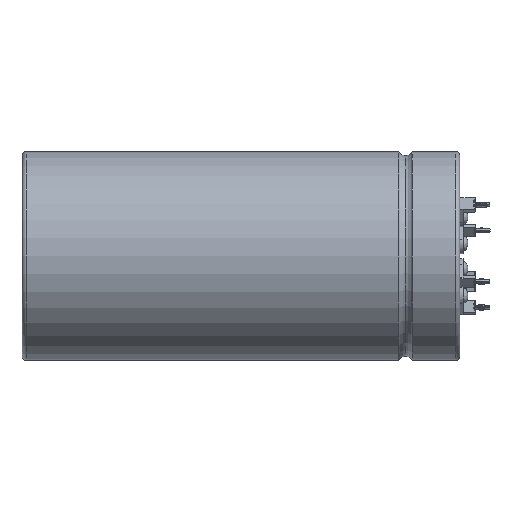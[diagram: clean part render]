
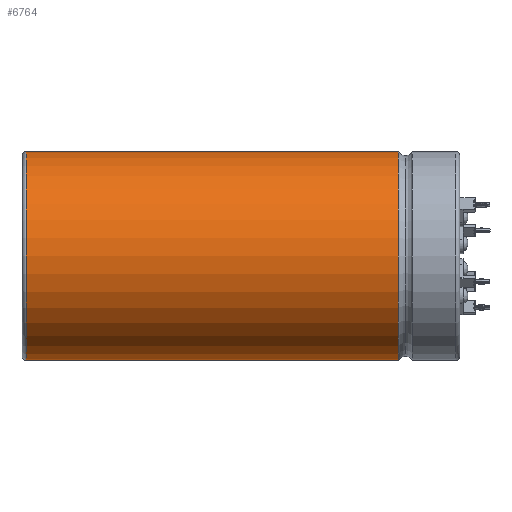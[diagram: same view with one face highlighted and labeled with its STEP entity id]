
A CAD part, left-side view. The second image highlights one B-rep face of the part: STEP entity #6764.
In plain terms, the highlighted cylindrical face has radius 25.5 mm (diameter 51 mm), a partial arc.
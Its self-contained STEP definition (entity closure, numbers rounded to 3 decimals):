
#428 = FACE_OUTER_BOUND ( 'NONE', #9929, .T. ) ;
#481 = AXIS2_PLACEMENT_3D ( 'NONE', #3120, #11209, #12548 ) ;
#909 = CARTESIAN_POINT ( 'NONE',  ( 0., 106., -25.5 ) ) ;
#1930 = CARTESIAN_POINT ( 'NONE',  ( 0., 107., 0. ) ) ;
#1948 = VERTEX_POINT ( 'NONE', #909 ) ;
#2732 = EDGE_CURVE ( 'NONE', #15040, #14080, #14552, .T. ) ;
#2855 = AXIS2_PLACEMENT_3D ( 'NONE', #6508, #11729, #5265 ) ;
#3120 = CARTESIAN_POINT ( 'NONE',  ( 0., 14.974, 0. ) ) ;
#4248 = LINE ( 'NONE', #9188, #15079 ) ;
#5265 = DIRECTION ( 'NONE',  ( 0., 0., 1. ) ) ;
#5307 = EDGE_CURVE ( 'NONE', #10203, #1948, #13752, .T. ) ;
#5451 = CARTESIAN_POINT ( 'NONE',  ( 0., 14.974, -25.5 ) ) ;
#5857 = EDGE_CURVE ( 'NONE', #10203, #15040, #7277, .T. ) ;
#5974 = ORIENTED_EDGE ( 'NONE', *, *, #16026, .T. ) ;
#6508 = CARTESIAN_POINT ( 'NONE',  ( 0., 106., 0. ) ) ;
#6764 = ADVANCED_FACE ( 'NONE', ( #428 ), #9785, .T. ) ;
#6783 = ORIENTED_EDGE ( 'NONE', *, *, #2732, .F. ) ;
#7065 = CARTESIAN_POINT ( 'NONE',  ( 0., 14.974, 25.5 ) ) ;
#7076 = VECTOR ( 'NONE', #15840, 1000. ) ;
#7277 = LINE ( 'NONE', #9260, #7076 ) ;
#9188 = CARTESIAN_POINT ( 'NONE',  ( 0., 107., -25.5 ) ) ;
#9260 = CARTESIAN_POINT ( 'NONE',  ( 0., 107., 25.5 ) ) ;
#9785 = CYLINDRICAL_SURFACE ( 'NONE', #14140, 25.5 ) ;
#9865 = DIRECTION ( 'NONE',  ( 0., -1., 0. ) ) ;
#9929 = EDGE_LOOP ( 'NONE', ( #12773, #15610, #5974, #6783 ) ) ;
#10203 = VERTEX_POINT ( 'NONE', #14905 ) ;
#11209 = DIRECTION ( 'NONE',  ( 0., -1., 0. ) ) ;
#11253 = DIRECTION ( 'NONE',  ( 0., 0., -1. ) ) ;
#11729 = DIRECTION ( 'NONE',  ( 0., -1., 0. ) ) ;
#11975 = DIRECTION ( 'NONE',  ( 0., -1., 0. ) ) ;
#12548 = DIRECTION ( 'NONE',  ( 0., 0., -1. ) ) ;
#12773 = ORIENTED_EDGE ( 'NONE', *, *, #5857, .F. ) ;
#13752 = CIRCLE ( 'NONE', #2855, 25.5 ) ;
#14080 = VERTEX_POINT ( 'NONE', #5451 ) ;
#14140 = AXIS2_PLACEMENT_3D ( 'NONE', #1930, #9865, #11253 ) ;
#14552 = CIRCLE ( 'NONE', #481, 25.5 ) ;
#14905 = CARTESIAN_POINT ( 'NONE',  ( 0., 106., 25.5 ) ) ;
#15040 = VERTEX_POINT ( 'NONE', #7065 ) ;
#15079 = VECTOR ( 'NONE', #11975, 1000. ) ;
#15610 = ORIENTED_EDGE ( 'NONE', *, *, #5307, .T. ) ;
#15840 = DIRECTION ( 'NONE',  ( 0., -1., 0. ) ) ;
#16026 = EDGE_CURVE ( 'NONE', #1948, #14080, #4248, .T. ) ;
